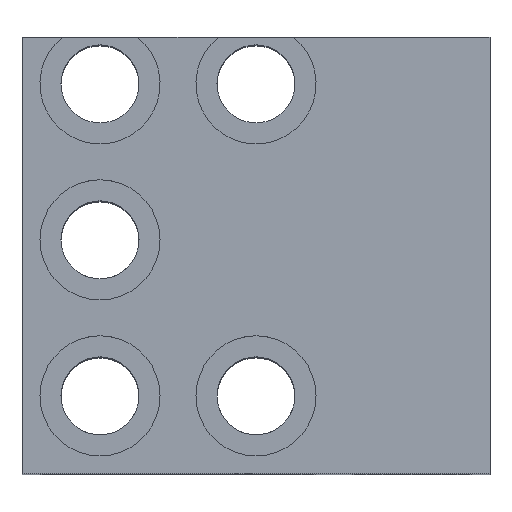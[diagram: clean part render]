
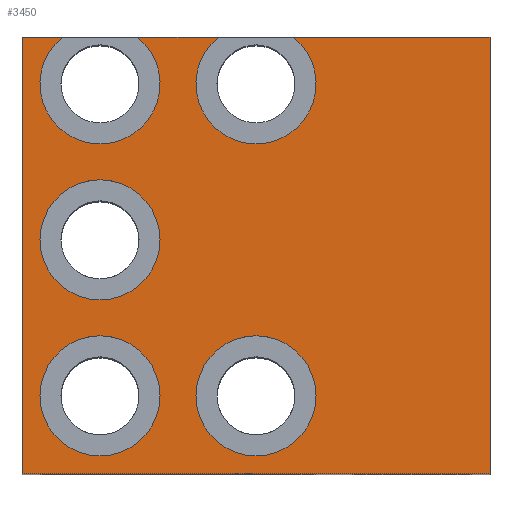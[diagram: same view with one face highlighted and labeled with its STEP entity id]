
A CAD part, top view. The second image highlights one B-rep face of the part: STEP entity #3450.
In plain terms, the highlighted planar face has unit normal (0, 0, 1).
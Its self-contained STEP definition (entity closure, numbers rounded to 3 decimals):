
#548=FACE_BOUND('',#988,.T.);
#549=FACE_BOUND('',#989,.T.);
#550=FACE_BOUND('',#990,.T.);
#611=CIRCLE('',#3634,3.85);
#629=CIRCLE('',#3674,3.85);
#632=CIRCLE('',#3679,3.85);
#635=CIRCLE('',#3688,3.85);
#638=CIRCLE('',#3693,3.85);
#792=FACE_OUTER_BOUND('',#987,.T.);
#987=EDGE_LOOP('',(#2852,#2853,#2854,#2855,#2856,#2857,#2858,#2859));
#988=EDGE_LOOP('',(#2860));
#989=EDGE_LOOP('',(#2861));
#990=EDGE_LOOP('',(#2862));
#1160=LINE('',#5087,#1446);
#1238=LINE('',#5327,#1524);
#1239=LINE('',#5328,#1525);
#1240=LINE('',#5330,#1526);
#1272=LINE('',#5455,#1558);
#1273=LINE('',#5456,#1559);
#1446=VECTOR('',#4089,10.);
#1524=VECTOR('',#4327,10.);
#1525=VECTOR('',#4328,10.);
#1526=VECTOR('',#4329,10.);
#1558=VECTOR('',#4455,10.);
#1559=VECTOR('',#4456,10.);
#1738=VERTEX_POINT('',#5084);
#1739=VERTEX_POINT('',#5086);
#1758=VERTEX_POINT('',#5153);
#1815=VERTEX_POINT('',#5308);
#1816=VERTEX_POINT('',#5310);
#1820=VERTEX_POINT('',#5321);
#1821=VERTEX_POINT('',#5323);
#1822=VERTEX_POINT('',#5329);
#1834=VERTEX_POINT('',#5364);
#1837=VERTEX_POINT('',#5373);
#1868=VERTEX_POINT('',#5454);
#2051=EDGE_CURVE('',#1738,#1739,#1160,.T.);
#2088=EDGE_CURVE('',#1758,#1758,#611,.T.);
#2165=EDGE_CURVE('',#1816,#1815,#629,.T.);
#2171=EDGE_CURVE('',#1821,#1820,#632,.T.);
#2173=EDGE_CURVE('',#1739,#1815,#1238,.T.);
#2174=EDGE_CURVE('',#1816,#1820,#1239,.T.);
#2175=EDGE_CURVE('',#1821,#1822,#1240,.T.);
#2193=EDGE_CURVE('',#1834,#1834,#635,.T.);
#2197=EDGE_CURVE('',#1837,#1837,#638,.T.);
#2235=EDGE_CURVE('',#1868,#1738,#1272,.T.);
#2236=EDGE_CURVE('',#1868,#1822,#1273,.T.);
#2852=ORIENTED_EDGE('',*,*,#2165,.T.);
#2853=ORIENTED_EDGE('',*,*,#2173,.F.);
#2854=ORIENTED_EDGE('',*,*,#2051,.F.);
#2855=ORIENTED_EDGE('',*,*,#2235,.F.);
#2856=ORIENTED_EDGE('',*,*,#2236,.T.);
#2857=ORIENTED_EDGE('',*,*,#2175,.F.);
#2858=ORIENTED_EDGE('',*,*,#2171,.T.);
#2859=ORIENTED_EDGE('',*,*,#2174,.F.);
#2860=ORIENTED_EDGE('',*,*,#2088,.T.);
#2861=ORIENTED_EDGE('',*,*,#2193,.T.);
#2862=ORIENTED_EDGE('',*,*,#2197,.T.);
#3319=PLANE('',#3727);
#3450=ADVANCED_FACE('',(#792,#548,#549,#550),#3319,.T.);
#3634=AXIS2_PLACEMENT_3D('',#5154,#4170,#4171);
#3674=AXIS2_PLACEMENT_3D('',#5311,#4309,#4310);
#3679=AXIS2_PLACEMENT_3D('',#5324,#4322,#4323);
#3688=AXIS2_PLACEMENT_3D('',#5365,#4359,#4360);
#3693=AXIS2_PLACEMENT_3D('',#5374,#4370,#4371);
#3727=AXIS2_PLACEMENT_3D('',#5453,#4453,#4454);
#4089=DIRECTION('',(0.,1.,0.));
#4170=DIRECTION('center_axis',(0.,0.,-1.));
#4171=DIRECTION('ref_axis',(-1.,0.,0.));
#4309=DIRECTION('center_axis',(0.,0.,-1.));
#4310=DIRECTION('ref_axis',(-1.,0.,0.));
#4322=DIRECTION('center_axis',(0.,0.,-1.));
#4323=DIRECTION('ref_axis',(-0.627,-0.779,0.));
#4327=DIRECTION('',(1.,0.,0.));
#4328=DIRECTION('',(1.,0.,0.));
#4329=DIRECTION('',(1.,0.,0.));
#4359=DIRECTION('center_axis',(0.,0.,-1.));
#4360=DIRECTION('ref_axis',(-1.,0.,0.));
#4370=DIRECTION('center_axis',(0.,0.,-1.));
#4371=DIRECTION('ref_axis',(-1.,0.,0.));
#4453=DIRECTION('center_axis',(0.,0.,1.));
#4454=DIRECTION('ref_axis',(-1.,0.,0.));
#4455=DIRECTION('',(-1.,0.,0.));
#4456=DIRECTION('',(0.,1.,0.));
#5084=CARTESIAN_POINT('',(-15.,-2.,20.));
#5086=CARTESIAN_POINT('',(-15.,26.,20.));
#5087=CARTESIAN_POINT('',(-15.,0.,20.));
#5153=CARTESIAN_POINT('',(-6.15,13.,20.));
#5154=CARTESIAN_POINT('Origin',(-10.,13.,20.));
#5308=CARTESIAN_POINT('',(-12.413,26.,20.));
#5310=CARTESIAN_POINT('',(-7.587,26.,20.));
#5311=CARTESIAN_POINT('Origin',(-10.,23.,20.));
#5321=CARTESIAN_POINT('',(-2.413,26.,20.));
#5323=CARTESIAN_POINT('',(2.413,26.,20.));
#5324=CARTESIAN_POINT('Origin',(0.,23.,20.));
#5327=CARTESIAN_POINT('',(-15.,26.,20.));
#5328=CARTESIAN_POINT('',(-15.,26.,20.));
#5329=CARTESIAN_POINT('',(15.,26.,20.));
#5330=CARTESIAN_POINT('',(-15.,26.,20.));
#5364=CARTESIAN_POINT('',(3.85,3.,20.));
#5365=CARTESIAN_POINT('Origin',(0.,3.,20.));
#5373=CARTESIAN_POINT('',(-6.15,3.,20.));
#5374=CARTESIAN_POINT('Origin',(-10.,3.,20.));
#5453=CARTESIAN_POINT('Origin',(15.,0.,20.));
#5454=CARTESIAN_POINT('',(15.,-2.,20.));
#5455=CARTESIAN_POINT('',(-15.,-2.,20.));
#5456=CARTESIAN_POINT('',(15.,0.,20.));
